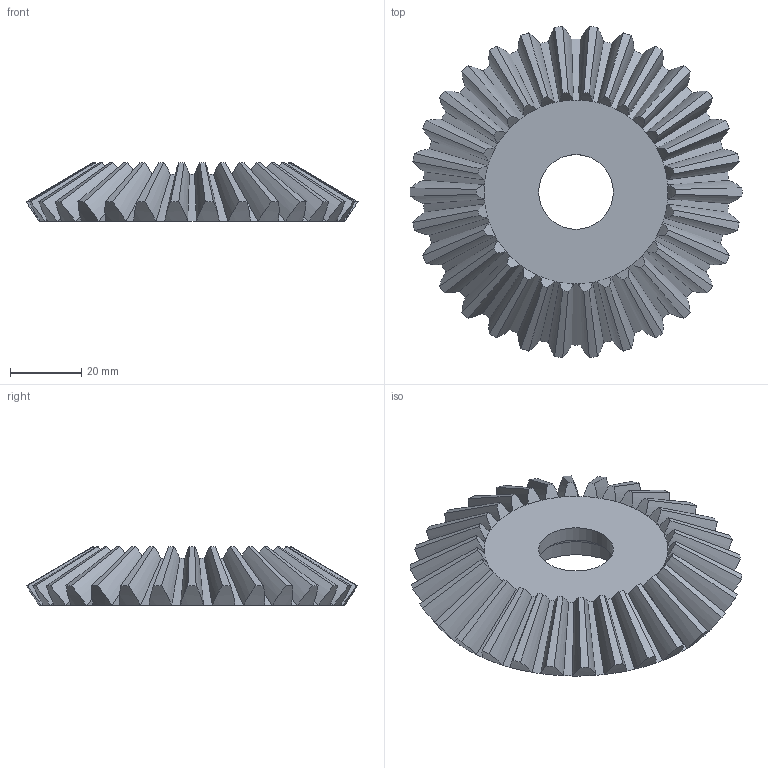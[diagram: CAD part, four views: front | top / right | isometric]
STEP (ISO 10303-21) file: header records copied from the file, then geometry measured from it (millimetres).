
FILE_DESCRIPTION( ('This file contains a STEP AP42 implementation' ,'as created by ZW3D STEP Interface translator.' ,'') ,'2;1' );
FILE_NAME( '中间传动大锥齿轮被动.iam.stp' ,'251027.114754', (''), ('ZWCAD Software Co.'), 'Version 1.0', 'ZW3D to STEP translator', '' );
FILE_SCHEMA(('AUTOMOTIVE_DESIGN { 1 0 10303 214 1 1 1 1 }'));
Length unit declared in the file: millimetre
Products named in the file (4): 0; 中间传动大锥齿轮被动.iam; 湮袪喘謫-翋雄謫; 湮袪喘謫-翋雄謫_1 FEATURE
Assembly tree (2 placements, depth 3):
  0
  中间传动大锥齿轮被动.iam
    湮袪喘謫-翋雄謫
      湮袪喘謫-翋雄謫_1 FEATURE
Bounding box: 93.33 x 93.03 x 16.48 mm (x, y, z)
Volume: 55249.7 mm3; surface area: 19390.4 mm2
Topology: 1 solids, 1 shells, 187 faces, 435 edges, 252 vertices
Faces by surface type: cone 120, bspline 60, plane 4, cylinder 3
Full cylindrical faces by diameter (mm): 21 x1, 25 x1, 32 x1
Entity records: 6728 total; most frequent: CARTESIAN_POINT 2741, ORIENTED_EDGE 870, DIRECTION 655, EDGE_CURVE 435, AXIS2_PLACEMENT_3D 326, VERTEX_POINT 252, B_SPLINE_CURVE_WITH_KNOTS 240, CIRCLE 192
